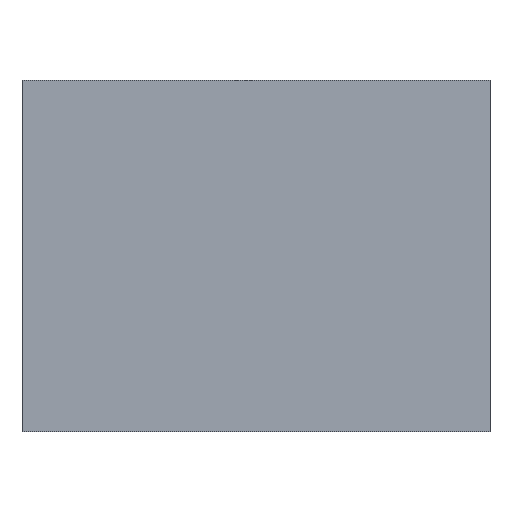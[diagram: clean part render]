
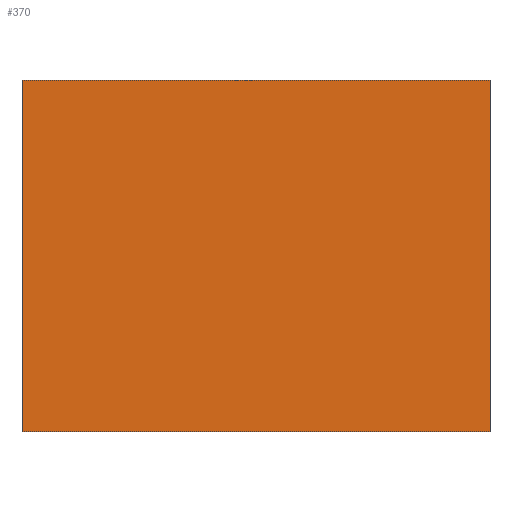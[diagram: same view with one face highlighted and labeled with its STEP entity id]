
A CAD part, front view. The second image highlights one B-rep face of the part: STEP entity #370.
In plain terms, the highlighted planar face has unit normal (0, -1, 0).
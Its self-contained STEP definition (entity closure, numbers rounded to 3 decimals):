
#17 = VERTEX_POINT ( 'NONE', #460 ) ;
#31 = EDGE_LOOP ( 'NONE', ( #377, #200, #449, #245 ) ) ;
#36 = CARTESIAN_POINT ( 'NONE',  ( 0., 0., 0. ) ) ;
#43 = AXIS2_PLACEMENT_3D ( 'NONE', #36, #284, #185 ) ;
#58 = VERTEX_POINT ( 'NONE', #108 ) ;
#65 = PLANE ( 'NONE',  #43 ) ;
#85 = VECTOR ( 'NONE', #107, 1000. ) ;
#107 = DIRECTION ( 'NONE',  ( 1., 0., 0. ) ) ;
#108 = CARTESIAN_POINT ( 'NONE',  ( 0., 0., 0. ) ) ;
#136 = EDGE_CURVE ( 'NONE', #17, #58, #375, .T. ) ;
#149 = VERTEX_POINT ( 'NONE', #351 ) ;
#158 = DIRECTION ( 'NONE',  ( 0., 0., 1. ) ) ;
#175 = FACE_OUTER_BOUND ( 'NONE', #31, .T. ) ;
#185 = DIRECTION ( 'NONE',  ( 0., 0., -1. ) ) ;
#200 = ORIENTED_EDGE ( 'NONE', *, *, #393, .F. ) ;
#203 = DIRECTION ( 'NONE',  ( 0., 0., -1. ) ) ;
#238 = CARTESIAN_POINT ( 'NONE',  ( 4., 0., 0. ) ) ;
#245 = ORIENTED_EDGE ( 'NONE', *, *, #419, .F. ) ;
#269 = VECTOR ( 'NONE', #158, 1000. ) ;
#281 = CARTESIAN_POINT ( 'NONE',  ( 0., 0., -3. ) ) ;
#284 = DIRECTION ( 'NONE',  ( 0., -1., 0. ) ) ;
#309 = EDGE_CURVE ( 'NONE', #149, #395, #411, .T. ) ;
#324 = DIRECTION ( 'NONE',  ( -1., 0., 0. ) ) ;
#351 = CARTESIAN_POINT ( 'NONE',  ( 4., 0., 0. ) ) ;
#359 = CARTESIAN_POINT ( 'NONE',  ( 0., 0., 0. ) ) ;
#368 = VECTOR ( 'NONE', #324, 1000. ) ;
#370 = ADVANCED_FACE ( 'NONE', ( #175 ), #65, .T. ) ;
#375 = LINE ( 'NONE', #401, #269 ) ;
#377 = ORIENTED_EDGE ( 'NONE', *, *, #136, .F. ) ;
#393 = EDGE_CURVE ( 'NONE', #395, #17, #423, .T. ) ;
#395 = VERTEX_POINT ( 'NONE', #459 ) ;
#396 = VECTOR ( 'NONE', #203, 1000. ) ;
#401 = CARTESIAN_POINT ( 'NONE',  ( 0., 0., 0. ) ) ;
#411 = LINE ( 'NONE', #238, #396 ) ;
#419 = EDGE_CURVE ( 'NONE', #58, #149, #462, .T. ) ;
#423 = LINE ( 'NONE', #281, #368 ) ;
#449 = ORIENTED_EDGE ( 'NONE', *, *, #309, .F. ) ;
#459 = CARTESIAN_POINT ( 'NONE',  ( 4., 0., -3. ) ) ;
#460 = CARTESIAN_POINT ( 'NONE',  ( 0., 0., -3. ) ) ;
#462 = LINE ( 'NONE', #359, #85 ) ;
